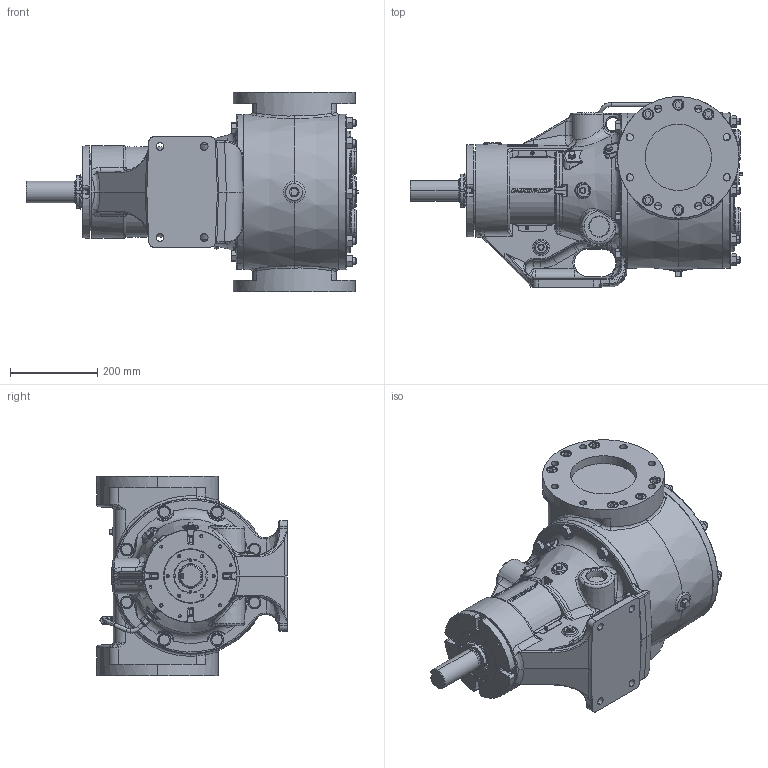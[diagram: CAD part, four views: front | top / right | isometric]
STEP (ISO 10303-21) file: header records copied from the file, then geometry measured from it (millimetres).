
FILE_DESCRIPTION (( 'STEP AP214' ), '1' );
FILE_NAME ('QV-2358.step', '2025-12-05T18:41:02', ( '' ), ( '' ), 'SwSTEP 2.0', 'SolidWorks 2024', '' );
FILE_SCHEMA (( 'AUTOMOTIVE_DESIGN' ));
Products named in the file (1): QV-2358
Bounding box: 762.36 x 438.15 x 457.2 mm (x, y, z)
Volume: 47337110.8 mm3; surface area: 1484155 mm2
Topology: 1 solids, 1 shells, 4035 faces, 10230 edges, 6423 vertices
Faces by surface type: plane 1342, bspline 1326, cylinder 658, cone 547, torus 124, sphere 38
Entity records: 184026 total; most frequent: CARTESIAN_POINT 97296, ORIENTED_EDGE 20246, DIRECTION 14232, EDGE_CURVE 10123, VERTEX_POINT 6420, AXIS2_PLACEMENT_3D 4914, LINE 4404, VECTOR 4404
